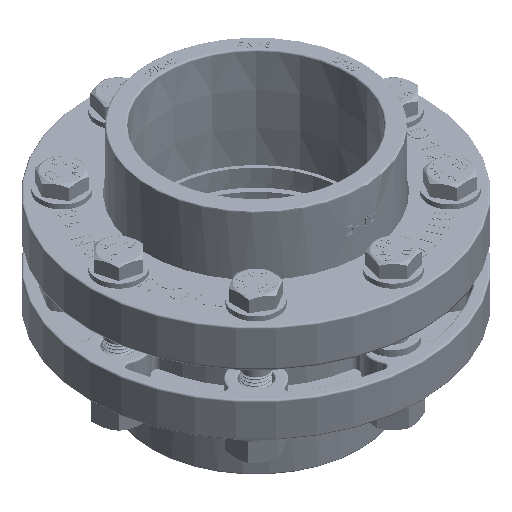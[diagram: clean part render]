
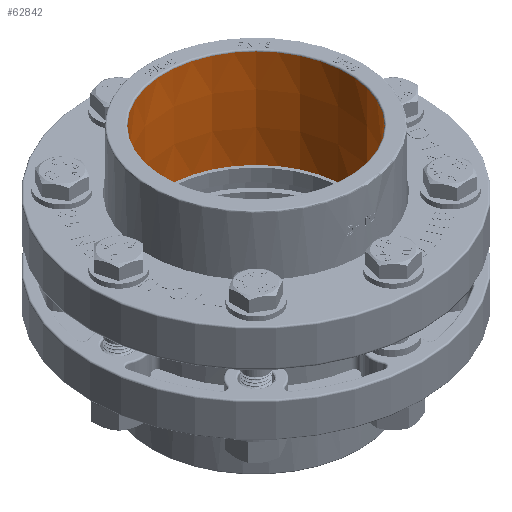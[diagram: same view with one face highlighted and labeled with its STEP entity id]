
A CAD part, isometric view. The second image highlights one B-rep face of the part: STEP entity #62842.
In plain terms, the highlighted conical face has half-angle 0.627 degrees and reference radius 63 mm.
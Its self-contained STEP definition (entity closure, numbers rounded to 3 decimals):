
#428=CONICAL_SURFACE('',#66605,63.,0.011);
#7589=LINE('',#147930,#13556);
#13556=VECTOR('',#79383,63.);
#19455=FACE_OUTER_BOUND('',#23134,.T.);
#23134=EDGE_LOOP('',(#56802,#56803,#56804,#56805));
#24184=CIRCLE('',#66603,62.25);
#24186=CIRCLE('',#66606,62.989);
#30051=VERTEX_POINT('',#147924);
#30053=VERTEX_POINT('',#147929);
#39033=EDGE_CURVE('',#30051,#30051,#24184,.T.);
#39035=EDGE_CURVE('',#30051,#30053,#7589,.T.);
#39036=EDGE_CURVE('',#30053,#30053,#24186,.T.);
#56802=ORIENTED_EDGE('',*,*,#39033,.T.);
#56803=ORIENTED_EDGE('',*,*,#39035,.T.);
#56804=ORIENTED_EDGE('',*,*,#39036,.T.);
#56805=ORIENTED_EDGE('',*,*,#39035,.F.);
#62842=ADVANCED_FACE('',(#19455),#428,.F.);
#66603=AXIS2_PLACEMENT_3D('',#147925,#79377,#79378);
#66605=AXIS2_PLACEMENT_3D('',#147928,#79381,#79382);
#66606=AXIS2_PLACEMENT_3D('',#147931,#79384,#79385);
#79377=DIRECTION('center_axis',(0.,0.,-1.));
#79378=DIRECTION('ref_axis',(-0.707,-0.707,0.));
#79381=DIRECTION('center_axis',(0.,0.,1.));
#79382=DIRECTION('ref_axis',(-0.707,-0.707,0.));
#79383=DIRECTION('',(0.008,0.008,1.));
#79384=DIRECTION('center_axis',(0.,0.,1.));
#79385=DIRECTION('ref_axis',(0.707,0.707,0.));
#147924=CARTESIAN_POINT('',(44.017,44.017,7.7));
#147925=CARTESIAN_POINT('Origin',(0.,0.,7.7));
#147928=CARTESIAN_POINT('Origin',(0.,0.,76.2));
#147929=CARTESIAN_POINT('',(44.54,44.54,75.211));
#147930=CARTESIAN_POINT('',(44.548,44.548,76.2));
#147931=CARTESIAN_POINT('Origin',(0.,0.,75.211));
